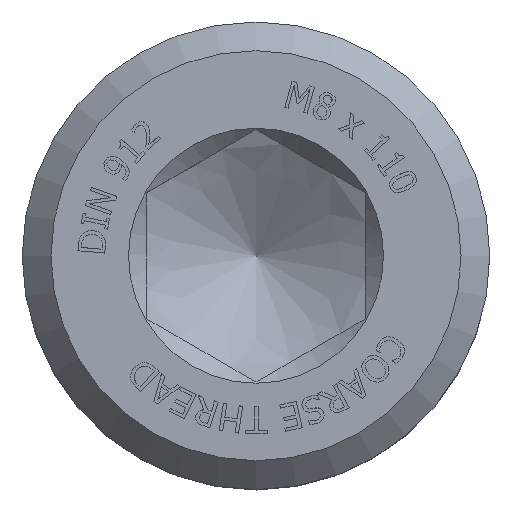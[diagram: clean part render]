
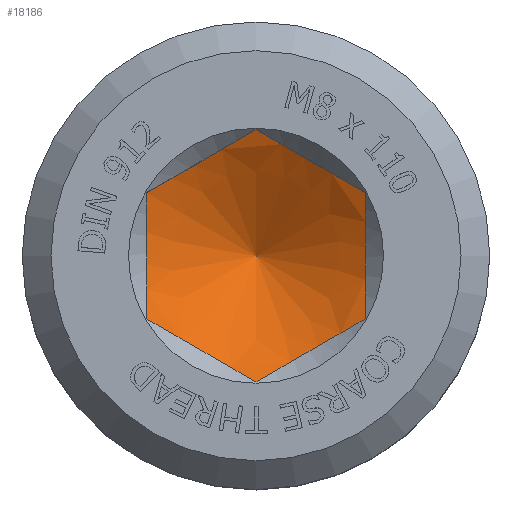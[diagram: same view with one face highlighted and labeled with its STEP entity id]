
A CAD part, top view. The second image highlights one B-rep face of the part: STEP entity #18186.
In plain terms, the highlighted conical face has half-angle 60 degrees and reference radius 2.6 mm.
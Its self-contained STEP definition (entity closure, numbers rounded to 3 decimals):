
#17814=CARTESIAN_POINT('',(0.,3.51,-4.0));
#17815=VERTEX_POINT('',#17814);
#17822=CARTESIAN_POINT('',(3.04,1.755,-4.0));
#17823=VERTEX_POINT('',#17822);
#17824=CARTESIAN_POINT('',(3.04,1.755,-4.0));
#17825=CARTESIAN_POINT('',(1.52,2.633,-4.507));
#17826=CARTESIAN_POINT('',(0.,3.51,-4.0));
#17834=(BOUNDED_CURVE()B_SPLINE_CURVE(2,(#17824,#17825,#17826),.UNSPECIFIED.,.F.,.U.)B_SPLINE_CURVE_WITH_KNOTS((3,3),(0.21,0.67),.UNSPECIFIED.)CURVE()GEOMETRIC_REPRESENTATION_ITEM()RATIONAL_B_SPLINE_CURVE((1.258,1.453,1.258))REPRESENTATION_ITEM(''));
#17835=EDGE_CURVE('',#17823,#17815,#17834,.T.);
#17852=CARTESIAN_POINT('',(-3.04,1.755,-4.0));
#17853=VERTEX_POINT('',#17852);
#17860=CARTESIAN_POINT('',(0.,3.51,-4.0));
#17861=CARTESIAN_POINT('',(-1.52,2.633,-4.507));
#17862=CARTESIAN_POINT('',(-3.04,1.755,-4.0));
#17870=(BOUNDED_CURVE()B_SPLINE_CURVE(2,(#17860,#17861,#17862),.UNSPECIFIED.,.F.,.U.)B_SPLINE_CURVE_WITH_KNOTS((3,3),(0.21,0.67),.UNSPECIFIED.)CURVE()GEOMETRIC_REPRESENTATION_ITEM()RATIONAL_B_SPLINE_CURVE((1.258,1.453,1.258))REPRESENTATION_ITEM(''));
#17871=EDGE_CURVE('',#17815,#17853,#17870,.T.);
#17883=CARTESIAN_POINT('',(-3.04,-1.755,-4.0));
#17884=VERTEX_POINT('',#17883);
#17891=CARTESIAN_POINT('',(-3.04,1.755,-4.0));
#17892=CARTESIAN_POINT('',(-3.04,0.,-4.507));
#17893=CARTESIAN_POINT('',(-3.04,-1.755,-4.0));
#17901=(BOUNDED_CURVE()B_SPLINE_CURVE(2,(#17891,#17892,#17893),.UNSPECIFIED.,.F.,.U.)B_SPLINE_CURVE_WITH_KNOTS((3,3),(0.21,0.67),.UNSPECIFIED.)CURVE()GEOMETRIC_REPRESENTATION_ITEM()RATIONAL_B_SPLINE_CURVE((1.258,1.453,1.258))REPRESENTATION_ITEM(''));
#17902=EDGE_CURVE('',#17853,#17884,#17901,.T.);
#17914=CARTESIAN_POINT('',(0.,-3.51,-4.0));
#17915=VERTEX_POINT('',#17914);
#17922=CARTESIAN_POINT('',(-3.04,-1.755,-4.0));
#17923=CARTESIAN_POINT('',(-1.52,-2.633,-4.507));
#17924=CARTESIAN_POINT('',(0.,-3.51,-4.0));
#17932=(BOUNDED_CURVE()B_SPLINE_CURVE(2,(#17922,#17923,#17924),.UNSPECIFIED.,.F.,.U.)B_SPLINE_CURVE_WITH_KNOTS((3,3),(0.21,0.67),.UNSPECIFIED.)CURVE()GEOMETRIC_REPRESENTATION_ITEM()RATIONAL_B_SPLINE_CURVE((1.258,1.453,1.258))REPRESENTATION_ITEM(''));
#17933=EDGE_CURVE('',#17884,#17915,#17932,.T.);
#17945=CARTESIAN_POINT('',(3.04,-1.755,-4.));
#17946=VERTEX_POINT('',#17945);
#17953=CARTESIAN_POINT('',(0.,-3.51,-4.0));
#17954=CARTESIAN_POINT('',(1.52,-2.633,-4.507));
#17955=CARTESIAN_POINT('',(3.04,-1.755,-4.));
#17963=(BOUNDED_CURVE()B_SPLINE_CURVE(2,(#17953,#17954,#17955),.UNSPECIFIED.,.F.,.U.)B_SPLINE_CURVE_WITH_KNOTS((3,3),(0.21,0.67),.UNSPECIFIED.)CURVE()GEOMETRIC_REPRESENTATION_ITEM()RATIONAL_B_SPLINE_CURVE((1.258,1.453,1.258))REPRESENTATION_ITEM(''));
#17964=EDGE_CURVE('',#17915,#17946,#17963,.T.);
#17977=CARTESIAN_POINT('',(3.04,-1.755,-4.));
#17978=CARTESIAN_POINT('',(3.04,0.,-4.507));
#17979=CARTESIAN_POINT('',(3.04,1.755,-4.0));
#17987=(BOUNDED_CURVE()B_SPLINE_CURVE(2,(#17977,#17978,#17979),.UNSPECIFIED.,.F.,.U.)B_SPLINE_CURVE_WITH_KNOTS((3,3),(0.21,0.67),.UNSPECIFIED.)CURVE()GEOMETRIC_REPRESENTATION_ITEM()RATIONAL_B_SPLINE_CURVE((1.258,1.453,1.258))REPRESENTATION_ITEM(''));
#17988=EDGE_CURVE('',#17946,#17823,#17987,.T.);
#18173=CARTESIAN_POINT('',(0.0,0.,-4.526));
#18174=DIRECTION('',(0.0,0.,1.0));
#18175=DIRECTION('',(0.0,1.0,0.0));
#18176=AXIS2_PLACEMENT_3D('',#18173,#18174,#18175);
#18177=CONICAL_SURFACE('',#18176,2.6,60.);
#18178=ORIENTED_EDGE('',*,*,#17902,.T.);
#18179=ORIENTED_EDGE('',*,*,#17933,.T.);
#18180=ORIENTED_EDGE('',*,*,#17964,.T.);
#18181=ORIENTED_EDGE('',*,*,#17988,.T.);
#18182=ORIENTED_EDGE('',*,*,#17835,.T.);
#18183=ORIENTED_EDGE('',*,*,#17871,.T.);
#18184=EDGE_LOOP('',(#18178,#18179,#18180,#18181,#18182,#18183));
#18185=FACE_OUTER_BOUND('',#18184,.T.);
#18186=ADVANCED_FACE('',(#18185),#18177,.F.);
